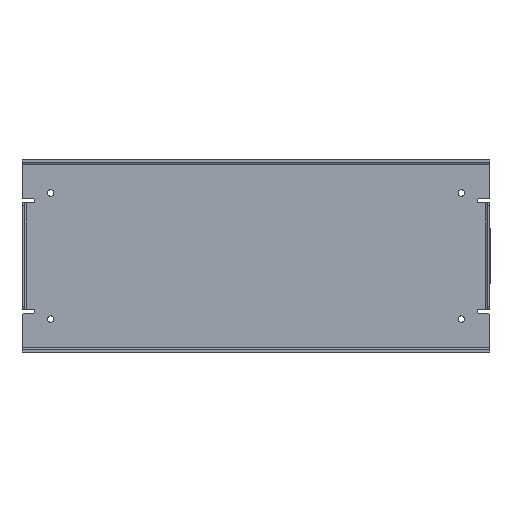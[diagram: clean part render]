
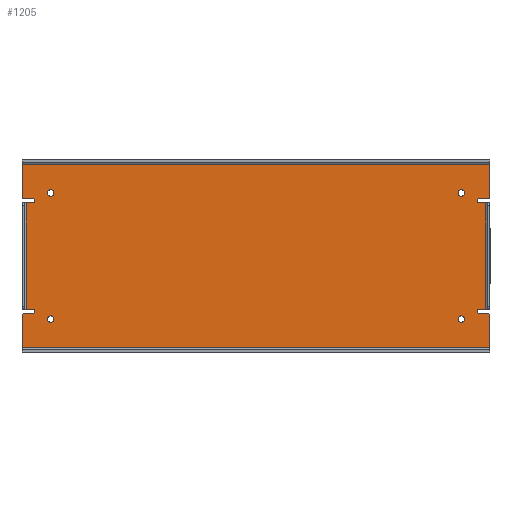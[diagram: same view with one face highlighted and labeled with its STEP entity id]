
A CAD part, top view. The second image highlights one B-rep face of the part: STEP entity #1205.
In plain terms, the highlighted planar face has unit normal (0, 0, 1).
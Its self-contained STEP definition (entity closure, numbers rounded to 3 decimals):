
#21=FACE_BOUND('',#138,.T.);
#22=FACE_BOUND('',#139,.T.);
#23=FACE_BOUND('',#140,.T.);
#24=FACE_BOUND('',#141,.T.);
#46=PLANE('',#1287);
#73=FACE_OUTER_BOUND('',#137,.T.);
#137=EDGE_LOOP('',(#823,#824,#825,#826,#827,#828,#829,#830,#831,#832,#833,
#834,#835,#836,#837,#838,#839,#840,#841,#842,#843,#844,#845,#846));
#138=EDGE_LOOP('',(#847));
#139=EDGE_LOOP('',(#848));
#140=EDGE_LOOP('',(#849));
#141=EDGE_LOOP('',(#850));
#225=LINE('',#1807,#335);
#230=LINE('',#1821,#340);
#231=LINE('',#1825,#341);
#232=LINE('',#1827,#342);
#233=LINE('',#1829,#343);
#234=LINE('',#1833,#344);
#235=LINE('',#1837,#345);
#236=LINE('',#1839,#346);
#237=LINE('',#1841,#347);
#238=LINE('',#1845,#348);
#239=LINE('',#1849,#349);
#240=LINE('',#1851,#350);
#241=LINE('',#1853,#351);
#242=LINE('',#1857,#352);
#243=LINE('',#1861,#353);
#244=LINE('',#1862,#354);
#335=VECTOR('',#1427,10.);
#340=VECTOR('',#1438,10.);
#341=VECTOR('',#1441,10.);
#342=VECTOR('',#1442,10.);
#343=VECTOR('',#1443,10.);
#344=VECTOR('',#1446,10.);
#345=VECTOR('',#1449,10.);
#346=VECTOR('',#1450,10.);
#347=VECTOR('',#1451,10.);
#348=VECTOR('',#1454,10.);
#349=VECTOR('',#1457,10.);
#350=VECTOR('',#1458,10.);
#351=VECTOR('',#1459,10.);
#352=VECTOR('',#1462,10.);
#353=VECTOR('',#1465,10.);
#354=VECTOR('',#1466,10.);
#443=CIRCLE('',#1282,1.5);
#447=CIRCLE('',#1288,1.5);
#448=CIRCLE('',#1289,1.5);
#449=CIRCLE('',#1290,1.5);
#450=CIRCLE('',#1291,1.5);
#451=CIRCLE('',#1292,1.5);
#452=CIRCLE('',#1293,1.5);
#453=CIRCLE('',#1294,1.5);
#454=CIRCLE('',#1295,2.25);
#455=CIRCLE('',#1296,2.25);
#456=CIRCLE('',#1297,2.25);
#457=CIRCLE('',#1298,2.25);
#513=VERTEX_POINT('',#1797);
#514=VERTEX_POINT('',#1798);
#517=VERTEX_POINT('',#1806);
#523=VERTEX_POINT('',#1820);
#524=VERTEX_POINT('',#1822);
#525=VERTEX_POINT('',#1824);
#526=VERTEX_POINT('',#1826);
#527=VERTEX_POINT('',#1828);
#528=VERTEX_POINT('',#1830);
#529=VERTEX_POINT('',#1832);
#530=VERTEX_POINT('',#1834);
#531=VERTEX_POINT('',#1836);
#532=VERTEX_POINT('',#1838);
#533=VERTEX_POINT('',#1840);
#534=VERTEX_POINT('',#1842);
#535=VERTEX_POINT('',#1844);
#536=VERTEX_POINT('',#1846);
#537=VERTEX_POINT('',#1848);
#538=VERTEX_POINT('',#1850);
#539=VERTEX_POINT('',#1852);
#540=VERTEX_POINT('',#1854);
#541=VERTEX_POINT('',#1856);
#542=VERTEX_POINT('',#1858);
#543=VERTEX_POINT('',#1860);
#544=VERTEX_POINT('',#1863);
#545=VERTEX_POINT('',#1865);
#546=VERTEX_POINT('',#1867);
#547=VERTEX_POINT('',#1869);
#631=EDGE_CURVE('',#513,#514,#443,.T.);
#635=EDGE_CURVE('',#514,#517,#225,.T.);
#642=EDGE_CURVE('',#513,#523,#230,.T.);
#643=EDGE_CURVE('',#524,#523,#447,.T.);
#644=EDGE_CURVE('',#525,#524,#231,.T.);
#645=EDGE_CURVE('',#526,#525,#232,.T.);
#646=EDGE_CURVE('',#526,#527,#233,.T.);
#647=EDGE_CURVE('',#528,#527,#448,.T.);
#648=EDGE_CURVE('',#528,#529,#234,.T.);
#649=EDGE_CURVE('',#530,#529,#449,.T.);
#650=EDGE_CURVE('',#531,#530,#235,.T.);
#651=EDGE_CURVE('',#532,#531,#236,.T.);
#652=EDGE_CURVE('',#533,#532,#237,.T.);
#653=EDGE_CURVE('',#534,#533,#450,.T.);
#654=EDGE_CURVE('',#534,#535,#238,.T.);
#655=EDGE_CURVE('',#536,#535,#451,.T.);
#656=EDGE_CURVE('',#537,#536,#239,.T.);
#657=EDGE_CURVE('',#538,#537,#240,.T.);
#658=EDGE_CURVE('',#538,#539,#241,.T.);
#659=EDGE_CURVE('',#540,#539,#452,.T.);
#660=EDGE_CURVE('',#540,#541,#242,.T.);
#661=EDGE_CURVE('',#542,#541,#453,.T.);
#662=EDGE_CURVE('',#543,#542,#243,.T.);
#663=EDGE_CURVE('',#517,#543,#244,.T.);
#664=EDGE_CURVE('',#544,#544,#454,.T.);
#665=EDGE_CURVE('',#545,#545,#455,.T.);
#666=EDGE_CURVE('',#546,#546,#456,.T.);
#667=EDGE_CURVE('',#547,#547,#457,.T.);
#823=ORIENTED_EDGE('',*,*,#631,.F.);
#824=ORIENTED_EDGE('',*,*,#642,.T.);
#825=ORIENTED_EDGE('',*,*,#643,.F.);
#826=ORIENTED_EDGE('',*,*,#644,.F.);
#827=ORIENTED_EDGE('',*,*,#645,.F.);
#828=ORIENTED_EDGE('',*,*,#646,.T.);
#829=ORIENTED_EDGE('',*,*,#647,.F.);
#830=ORIENTED_EDGE('',*,*,#648,.T.);
#831=ORIENTED_EDGE('',*,*,#649,.F.);
#832=ORIENTED_EDGE('',*,*,#650,.F.);
#833=ORIENTED_EDGE('',*,*,#651,.F.);
#834=ORIENTED_EDGE('',*,*,#652,.F.);
#835=ORIENTED_EDGE('',*,*,#653,.F.);
#836=ORIENTED_EDGE('',*,*,#654,.T.);
#837=ORIENTED_EDGE('',*,*,#655,.F.);
#838=ORIENTED_EDGE('',*,*,#656,.F.);
#839=ORIENTED_EDGE('',*,*,#657,.F.);
#840=ORIENTED_EDGE('',*,*,#658,.T.);
#841=ORIENTED_EDGE('',*,*,#659,.F.);
#842=ORIENTED_EDGE('',*,*,#660,.T.);
#843=ORIENTED_EDGE('',*,*,#661,.F.);
#844=ORIENTED_EDGE('',*,*,#662,.F.);
#845=ORIENTED_EDGE('',*,*,#663,.F.);
#846=ORIENTED_EDGE('',*,*,#635,.F.);
#847=ORIENTED_EDGE('',*,*,#664,.T.);
#848=ORIENTED_EDGE('',*,*,#665,.T.);
#849=ORIENTED_EDGE('',*,*,#666,.T.);
#850=ORIENTED_EDGE('',*,*,#667,.T.);
#1205=ADVANCED_FACE('',(#73,#21,#22,#23,#24),#46,.T.);
#1282=AXIS2_PLACEMENT_3D('',#1799,#1419,#1420);
#1287=AXIS2_PLACEMENT_3D('',#1819,#1436,#1437);
#1288=AXIS2_PLACEMENT_3D('',#1823,#1439,#1440);
#1289=AXIS2_PLACEMENT_3D('',#1831,#1444,#1445);
#1290=AXIS2_PLACEMENT_3D('',#1835,#1447,#1448);
#1291=AXIS2_PLACEMENT_3D('',#1843,#1452,#1453);
#1292=AXIS2_PLACEMENT_3D('',#1847,#1455,#1456);
#1293=AXIS2_PLACEMENT_3D('',#1855,#1460,#1461);
#1294=AXIS2_PLACEMENT_3D('',#1859,#1463,#1464);
#1295=AXIS2_PLACEMENT_3D('',#1864,#1467,#1468);
#1296=AXIS2_PLACEMENT_3D('',#1866,#1469,#1470);
#1297=AXIS2_PLACEMENT_3D('',#1868,#1471,#1472);
#1298=AXIS2_PLACEMENT_3D('',#1870,#1473,#1474);
#1419=DIRECTION('center_axis',(0.,0.,-1.));
#1420=DIRECTION('ref_axis',(0.707,0.707,0.));
#1427=DIRECTION('',(0.,-1.,0.));
#1436=DIRECTION('center_axis',(0.,0.,1.));
#1437=DIRECTION('ref_axis',(0.,-1.,0.));
#1438=DIRECTION('',(-1.,0.,0.));
#1439=DIRECTION('center_axis',(0.,0.,1.));
#1440=DIRECTION('ref_axis',(-0.707,0.707,0.));
#1441=DIRECTION('',(-1.,0.,0.));
#1442=DIRECTION('',(0.,-1.,0.));
#1443=DIRECTION('',(-1.,0.,0.));
#1444=DIRECTION('center_axis',(0.,0.,1.));
#1445=DIRECTION('ref_axis',(-0.707,0.707,0.));
#1446=DIRECTION('',(1.,0.,0.));
#1447=DIRECTION('center_axis',(0.,0.,-1.));
#1448=DIRECTION('ref_axis',(0.707,-0.707,0.));
#1449=DIRECTION('',(0.,-1.,0.));
#1450=DIRECTION('',(1.,0.,0.));
#1451=DIRECTION('',(0.,1.,0.));
#1452=DIRECTION('center_axis',(0.,0.,-1.));
#1453=DIRECTION('ref_axis',(-0.707,-0.707,0.));
#1454=DIRECTION('',(1.,0.,0.));
#1455=DIRECTION('center_axis',(0.,0.,1.));
#1456=DIRECTION('ref_axis',(0.707,-0.707,0.));
#1457=DIRECTION('',(1.,0.,0.));
#1458=DIRECTION('',(0.,1.,0.));
#1459=DIRECTION('',(1.,0.,0.));
#1460=DIRECTION('center_axis',(0.,0.,1.));
#1461=DIRECTION('ref_axis',(0.707,-0.707,0.));
#1462=DIRECTION('',(-1.,0.,0.));
#1463=DIRECTION('center_axis',(0.,0.,-1.));
#1464=DIRECTION('ref_axis',(-0.707,0.707,0.));
#1465=DIRECTION('',(0.,1.,0.));
#1466=DIRECTION('',(-1.,0.,0.));
#1467=DIRECTION('center_axis',(0.,0.,-1.));
#1468=DIRECTION('ref_axis',(-1.,0.,0.));
#1469=DIRECTION('center_axis',(0.,0.,-1.));
#1470=DIRECTION('ref_axis',(-1.,0.,0.));
#1471=DIRECTION('center_axis',(0.,0.,-1.));
#1472=DIRECTION('ref_axis',(-1.,0.,0.));
#1473=DIRECTION('center_axis',(0.,0.,-1.));
#1474=DIRECTION('ref_axis',(-1.,0.,0.));
#1797=CARTESIAN_POINT('',(161.5,-40.,0.));
#1798=CARTESIAN_POINT('',(163.,-41.5,0.));
#1799=CARTESIAN_POINT('Origin',(161.5,-41.5,0.));
#1806=CARTESIAN_POINT('',(163.,-63.95,0.));
#1807=CARTESIAN_POINT('',(163.,-64.95,0.));
#1819=CARTESIAN_POINT('Origin',(0.,64.95,0.));
#1820=CARTESIAN_POINT('',(155.5,-40.,0.));
#1821=CARTESIAN_POINT('',(77.,-40.,0.));
#1822=CARTESIAN_POINT('',(155.5,-37.,0.));
#1823=CARTESIAN_POINT('Origin',(155.5,-38.5,0.));
#1824=CARTESIAN_POINT('',(160.,-37.,0.));
#1825=CARTESIAN_POINT('',(161.,-37.,0.));
#1826=CARTESIAN_POINT('',(160.,37.,0.));
#1827=CARTESIAN_POINT('',(160.,13.975,0.));
#1828=CARTESIAN_POINT('',(155.5,37.,0.));
#1829=CARTESIAN_POINT('',(161.,37.,0.));
#1830=CARTESIAN_POINT('',(155.5,40.,0.));
#1831=CARTESIAN_POINT('Origin',(155.5,38.5,0.));
#1832=CARTESIAN_POINT('',(161.5,40.,0.));
#1833=CARTESIAN_POINT('',(81.5,40.,0.));
#1834=CARTESIAN_POINT('',(163.,41.5,0.));
#1835=CARTESIAN_POINT('Origin',(161.5,41.5,0.));
#1836=CARTESIAN_POINT('',(163.,63.95,0.));
#1837=CARTESIAN_POINT('',(163.,-64.95,0.));
#1838=CARTESIAN_POINT('',(-163.,63.95,0.));
#1839=CARTESIAN_POINT('',(0.,63.95,0.));
#1840=CARTESIAN_POINT('',(-163.,41.5,0.));
#1841=CARTESIAN_POINT('',(-163.,-64.95,0.));
#1842=CARTESIAN_POINT('',(-161.5,40.,0.));
#1843=CARTESIAN_POINT('Origin',(-161.5,41.5,0.));
#1844=CARTESIAN_POINT('',(-155.5,40.,0.));
#1845=CARTESIAN_POINT('',(-81.5,40.,0.));
#1846=CARTESIAN_POINT('',(-155.5,37.,0.));
#1847=CARTESIAN_POINT('Origin',(-155.5,38.5,0.));
#1848=CARTESIAN_POINT('',(-160.,37.,0.));
#1849=CARTESIAN_POINT('',(-161.,37.,0.));
#1850=CARTESIAN_POINT('',(-160.,-37.,0.));
#1851=CARTESIAN_POINT('',(-160.,13.975,0.));
#1852=CARTESIAN_POINT('',(-155.5,-37.,0.));
#1853=CARTESIAN_POINT('',(-161.,-37.,0.));
#1854=CARTESIAN_POINT('',(-155.5,-40.,0.));
#1855=CARTESIAN_POINT('Origin',(-155.5,-38.5,0.));
#1856=CARTESIAN_POINT('',(-161.5,-40.,0.));
#1857=CARTESIAN_POINT('',(-77.,-40.,0.));
#1858=CARTESIAN_POINT('',(-163.,-41.5,0.));
#1859=CARTESIAN_POINT('Origin',(-161.5,-41.5,0.));
#1860=CARTESIAN_POINT('',(-163.,-63.95,0.));
#1861=CARTESIAN_POINT('',(-163.,-64.95,0.));
#1862=CARTESIAN_POINT('',(0.,-63.95,0.));
#1863=CARTESIAN_POINT('',(145.25,43.95,0.));
#1864=CARTESIAN_POINT('Origin',(143.,43.95,0.));
#1865=CARTESIAN_POINT('',(-140.75,-43.95,0.));
#1866=CARTESIAN_POINT('Origin',(-143.,-43.95,0.));
#1867=CARTESIAN_POINT('',(145.25,-43.95,0.));
#1868=CARTESIAN_POINT('Origin',(143.,-43.95,0.));
#1869=CARTESIAN_POINT('',(-140.75,43.95,0.));
#1870=CARTESIAN_POINT('Origin',(-143.,43.95,0.));
